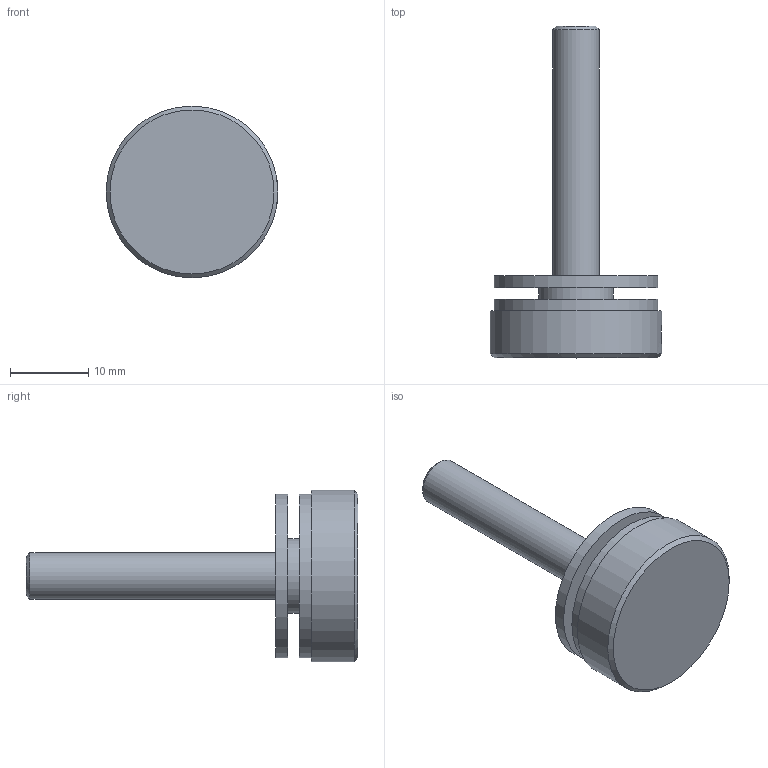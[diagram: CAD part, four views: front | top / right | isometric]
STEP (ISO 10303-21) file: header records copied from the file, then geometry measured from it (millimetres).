
FILE_DESCRIPTION(/* description */ (''),/* implementation_level */ '2;1');
FILE_NAME(/* name */ '41710.iam.step',/* time_stamp */ '2022-08-22T09:48:40+02:00',/* author */ ('Abt. Technik'),/* organization */ (''),/* preprocessor_version */ 'ST-DEVELOPER v19.2',/* originating_system */ 'Autodesk Inventor 2023',/* authorisation */ '');
FILE_SCHEMA (('AUTOMOTIVE_DESIGN { 1 0 10303 214 3 1 1 }'));
Length unit declared in the file: millimetre
Products named in the file (5): 41710; 40923; 40913; Gewindestift M6x40mm; 40911
Assembly tree (4 placements, depth 2):
  41710
    40923
    40913
    Gewindestift M6x40mm
    40911
Bounding box: 22 x 42.5 x 22 mm (x, y, z)
Volume: 4209.2 mm3; surface area: 3753.2 mm2
Topology: 4 solids, 4 shells, 33 faces, 62 edges, 41 vertices
Faces by surface type: plane 19, cylinder 10, cone 3, torus 1
Full cylindrical faces by diameter (mm): 3 x1, 6 x2, 8.5 x3, 9.5 x1, 21 x2, 22 x1
Entity records: 1076 total; most frequent: CARTESIAN_POINT 180, DIRECTION 172, ORIENTED_EDGE 124, AXIS2_PLACEMENT_3D 70, EDGE_CURVE 62, EDGE_LOOP 41, VERTEX_POINT 41, FACE_OUTER_BOUND 33
